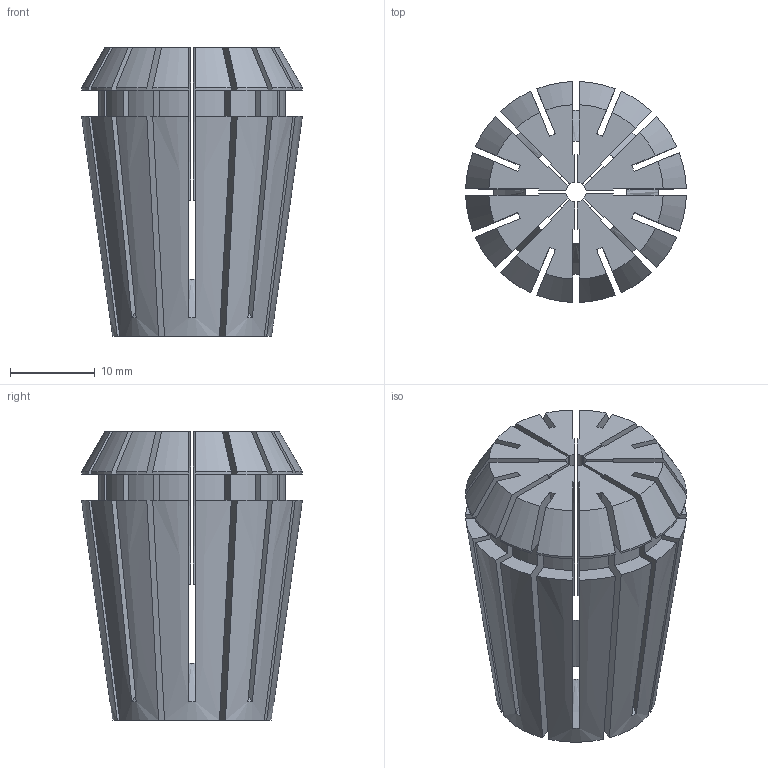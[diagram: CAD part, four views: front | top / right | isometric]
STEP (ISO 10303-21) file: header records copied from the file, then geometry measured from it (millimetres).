
FILE_DESCRIPTION (( 'STEP AP203' ), '1' );
FILE_NAME ('STP-5250-122-025-A06-0(04225-0.094).STEP', '2022-09-01T00:15:47', ( '' ), ( '' ), 'SwSTEP 2.0', 'SolidWorks 2017', '' );
FILE_SCHEMA (( 'CONFIG_CONTROL_DESIGN' ));
Length unit declared in the file: millimetre
Products named in the file (1): STP-5250-122-025-A06-0(04225-0.094)
Bounding box: 25.99 x 25.99 x 34 mm (x, y, z)
Volume: 9062.2 mm3; surface area: 10791.4 mm2
Topology: 1 solids, 1 shells, 210 faces, 630 edges, 420 vertices
Faces by surface type: plane 104, cylinder 81, cone 25
Entity records: 7451 total; most frequent: CARTESIAN_POINT 1651, ORIENTED_EDGE 1260, DIRECTION 1180, EDGE_CURVE 630, AXIS2_PLACEMENT_3D 421, VERTEX_POINT 420, LINE 338, VECTOR 338
